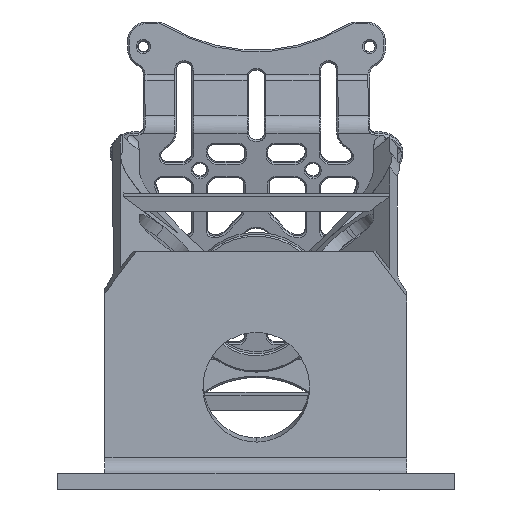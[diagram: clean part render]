
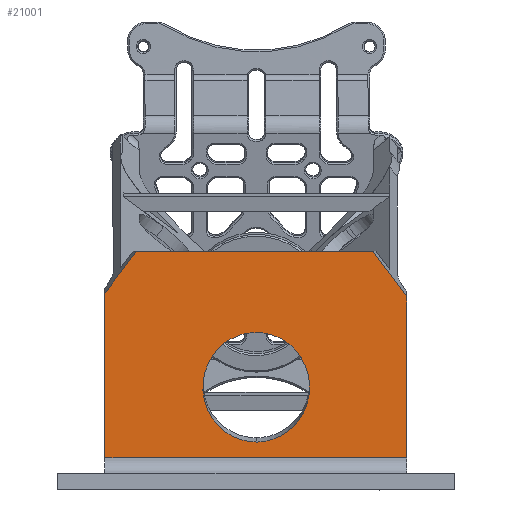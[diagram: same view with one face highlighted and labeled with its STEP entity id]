
A CAD part, top view. The second image highlights one B-rep face of the part: STEP entity #21001.
In plain terms, the highlighted planar face has unit normal (0.001, 0, 1).
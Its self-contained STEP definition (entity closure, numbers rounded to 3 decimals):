
#425 = CARTESIAN_POINT ( 'NONE',  ( 33.972, 127.181, 297.538 ) ) ;
#1064 = CARTESIAN_POINT ( 'NONE',  ( 47.96, 138.47, 297.53 ) ) ;
#1788 = CARTESIAN_POINT ( 'NONE',  ( -38.213, 153.005, 297.582 ) ) ;
#2049 = CARTESIAN_POINT ( 'NONE',  ( -34.03, 92.275, 297.579 ) ) ;
#2529 = ORIENTED_EDGE ( 'NONE', *, *, #9279, .T. ) ;
#2765 = FACE_BOUND ( 'NONE', #10228, .T. ) ;
#2981 = VECTOR ( 'NONE', #31122, 1000. ) ;
#3307 =( BOUNDED_CURVE ( )  B_SPLINE_CURVE ( 3, ( #25192, #425, #6157, #15565 ),
 .UNSPECIFIED., .F., .T. ) 
 B_SPLINE_CURVE_WITH_KNOTS ( ( 4, 4 ),
 ( 6.279, 9.421 ),
 .UNSPECIFIED. ) 
 CURVE ( )  GEOMETRIC_REPRESENTATION_ITEM ( )  RATIONAL_B_SPLINE_CURVE ( ( 1., 0.333, 0.333, 1. ) ) 
 REPRESENTATION_ITEM ( '' )  );
#4671 = VERTEX_POINT ( 'NONE', #34695 ) ;
#4695 = CARTESIAN_POINT ( 'NONE',  ( -0.028, 127.176, 297.559 ) ) ;
#6157 = CARTESIAN_POINT ( 'NONE',  ( 33.97, 92.284, 297.538 ) ) ;
#6175 = VERTEX_POINT ( 'NONE', #23416 ) ;
#6952 = ORIENTED_EDGE ( 'NONE', *, *, #19491, .T. ) ;
#7175 = VECTOR ( 'NONE', #21626, 1000. ) ;
#7200 = VERTEX_POINT ( 'NONE', #13994 ) ;
#7608 = VERTEX_POINT ( 'NONE', #1064 ) ;
#7723 = DIRECTION ( 'NONE',  ( 0., -1., 0. ) ) ;
#9279 = EDGE_CURVE ( 'NONE', #18386, #7608, #21473, .T. ) ;
#9353 = ORIENTED_EDGE ( 'NONE', *, *, #21989, .T. ) ;
#9438 = VERTEX_POINT ( 'NONE', #1788 ) ;
#10228 = EDGE_LOOP ( 'NONE', ( #9353, #38947 ) ) ;
#11446 = CARTESIAN_POINT ( 'NONE',  ( 47.96, 0., 297.53 ) ) ;
#11859 = EDGE_CURVE ( 'NONE', #7608, #15505, #13954, .T. ) ;
#12174 = DIRECTION ( 'NONE',  ( 1., 0., -0.001 ) ) ;
#12554 = FACE_OUTER_BOUND ( 'NONE', #36985, .T. ) ;
#12689 = EDGE_CURVE ( 'NONE', #15505, #9438, #16167, .T. ) ;
#13771 = ORIENTED_EDGE ( 'NONE', *, *, #36637, .T. ) ;
#13954 = LINE ( 'NONE', #32752, #38045 ) ;
#13994 = CARTESIAN_POINT ( 'NONE',  ( -48.185, 87.279, 297.588 ) ) ;
#14541 = VERTEX_POINT ( 'NONE', #19135 ) ;
#15505 = VERTEX_POINT ( 'NONE', #18264 ) ;
#15565 = CARTESIAN_POINT ( 'NONE',  ( -0.03, 92.279, 297.559 ) ) ;
#16167 = LINE ( 'NONE', #24599, #2981 ) ;
#17314 = CARTESIAN_POINT ( 'NONE',  ( -48.185, 0., 297.588 ) ) ;
#18264 = CARTESIAN_POINT ( 'NONE',  ( 37.089, 153.005, 297.536 ) ) ;
#18320 = LINE ( 'NONE', #25097, #7175 ) ;
#18386 = VERTEX_POINT ( 'NONE', #22406 ) ;
#18583 = DIRECTION ( 'NONE',  ( 1., 0., -0.001 ) ) ;
#19135 = CARTESIAN_POINT ( 'NONE',  ( -0.03, 92.279, 297.559 ) ) ;
#19491 = EDGE_CURVE ( 'NONE', #9438, #6175, #18320, .T. ) ;
#21001 = ADVANCED_FACE ( 'NONE', ( #12554, #2765 ), #25055, .T. ) ;
#21473 = LINE ( 'NONE', #11446, #22844 ) ;
#21626 = DIRECTION ( 'NONE',  ( -0.599, -0.801, 0. ) ) ;
#21989 = EDGE_CURVE ( 'NONE', #4671, #14541, #3307, .T. ) ;
#22406 = CARTESIAN_POINT ( 'NONE',  ( 47.96, 87.279, 297.53 ) ) ;
#22844 = VECTOR ( 'NONE', #24344, 1000. ) ;
#23416 = CARTESIAN_POINT ( 'NONE',  ( -48.185, 139.663, 297.588 ) ) ;
#23931 = CARTESIAN_POINT ( 'NONE',  ( -34.028, 127.171, 297.579 ) ) ;
#24344 = DIRECTION ( 'NONE',  ( 0., 1., 0. ) ) ;
#24599 = CARTESIAN_POINT ( 'NONE',  ( 0.18, 153.005, 297.558 ) ) ;
#24879 = DIRECTION ( 'NONE',  ( -0.599, 0.801, 0. ) ) ;
#25055 = PLANE ( 'NONE',  #39802 ) ;
#25097 = CARTESIAN_POINT ( 'NONE',  ( -49.985, 137.255, 297.589 ) ) ;
#25135 = ORIENTED_EDGE ( 'NONE', *, *, #11859, .T. ) ;
#25192 = CARTESIAN_POINT ( 'NONE',  ( -0.028, 127.176, 297.559 ) ) ;
#25465 = EDGE_CURVE ( 'NONE', #6175, #7200, #35712, .T. ) ;
#27727 = CARTESIAN_POINT ( 'NONE',  ( 0.18, 0., 297.558 ) ) ;
#28475 =( BOUNDED_CURVE ( )  B_SPLINE_CURVE ( 3, ( #39038, #2049, #23931, #4695 ),
 .UNSPECIFIED., .F., .F. ) 
 B_SPLINE_CURVE_WITH_KNOTS ( ( 4, 4 ),
 ( 3.138, 6.279 ),
 .UNSPECIFIED. ) 
 CURVE ( )  GEOMETRIC_REPRESENTATION_ITEM ( )  RATIONAL_B_SPLINE_CURVE ( ( 1., 0.333, 0.333, 1. ) ) 
 REPRESENTATION_ITEM ( '' )  );
#29768 = VECTOR ( 'NONE', #7723, 1000. ) ;
#31122 = DIRECTION ( 'NONE',  ( -1., 0., 0.001 ) ) ;
#32752 = CARTESIAN_POINT ( 'NONE',  ( 46.977, 139.784, 297.53 ) ) ;
#34241 = ORIENTED_EDGE ( 'NONE', *, *, #25465, .T. ) ;
#34513 = LINE ( 'NONE', #34911, #37584 ) ;
#34695 = CARTESIAN_POINT ( 'NONE',  ( -0.028, 127.176, 297.559 ) ) ;
#34911 = CARTESIAN_POINT ( 'NONE',  ( 0.18, 87.279, 297.558 ) ) ;
#35227 = EDGE_CURVE ( 'NONE', #14541, #4671, #28475, .T. ) ;
#35712 = LINE ( 'NONE', #17314, #29768 ) ;
#36554 = ORIENTED_EDGE ( 'NONE', *, *, #12689, .T. ) ;
#36637 = EDGE_CURVE ( 'NONE', #7200, #18386, #34513, .T. ) ;
#36985 = EDGE_LOOP ( 'NONE', ( #34241, #13771, #2529, #25135, #36554, #6952 ) ) ;
#37500 = DIRECTION ( 'NONE',  ( 0.001, 0., 1. ) ) ;
#37584 = VECTOR ( 'NONE', #18583, 1000. ) ;
#38045 = VECTOR ( 'NONE', #24879, 1000. ) ;
#38947 = ORIENTED_EDGE ( 'NONE', *, *, #35227, .T. ) ;
#39038 = CARTESIAN_POINT ( 'NONE',  ( -0.03, 92.279, 297.559 ) ) ;
#39802 = AXIS2_PLACEMENT_3D ( 'NONE', #27727, #37500, #12174 ) ;
